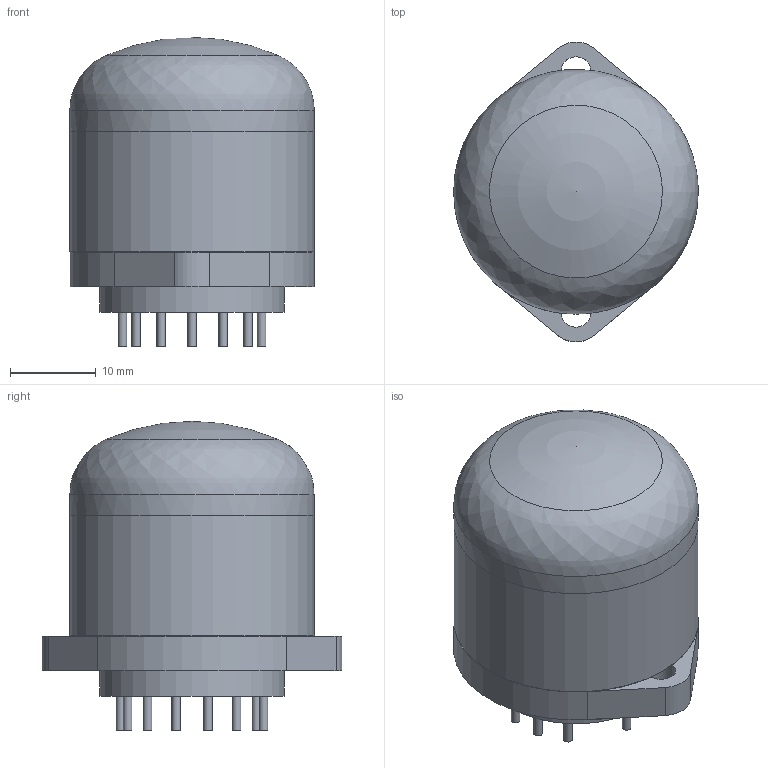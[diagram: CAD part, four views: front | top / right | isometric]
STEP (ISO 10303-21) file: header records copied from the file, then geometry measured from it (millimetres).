
FILE_DESCRIPTION(('FreeCAD Model'),'2;1');
FILE_NAME('Tube2c.step' ,'2020-10-19T09:46:58',('kicad StepUp'),('ksu MCAD'), 'Open CASCADE STEP processor 7.4','FreeCAD','Unknown');
FILE_SCHEMA(('AUTOMOTIVE_DESIGN { 1 0 10303 214 1 1 1 1 }'));
Length unit declared in the file: millimetre
Products named in the file (1): Tube2c
Bounding box: 28.5 x 34.95 x 36.03 mm (x, y, z)
Volume: 5207.9 mm3; surface area: 7550 mm2
Topology: 2 solids, 3 shells, 68 faces, 165 edges, 113 vertices
Faces by surface type: plane 40, cylinder 24, bspline 2, sphere 2
Full cylindrical faces by diameter (mm): 1 x13, 3.5 x2, 21.5 x1, 27.58 x1, 28.5 x2
Entity records: 2535 total; most frequent: CARTESIAN_POINT 545, DIRECTION 328, ORIENTED_EDGE 296, EDGE_CURVE 163, AXIS2_PLACEMENT_3D 130, VERTEX_POINT 113, FACE_BOUND 85, EDGE_LOOP 85
